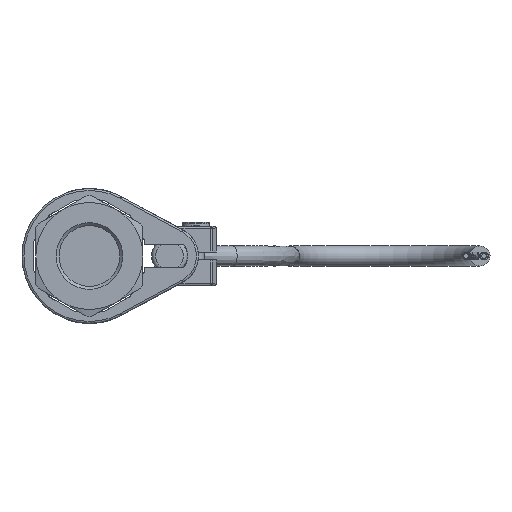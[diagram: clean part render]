
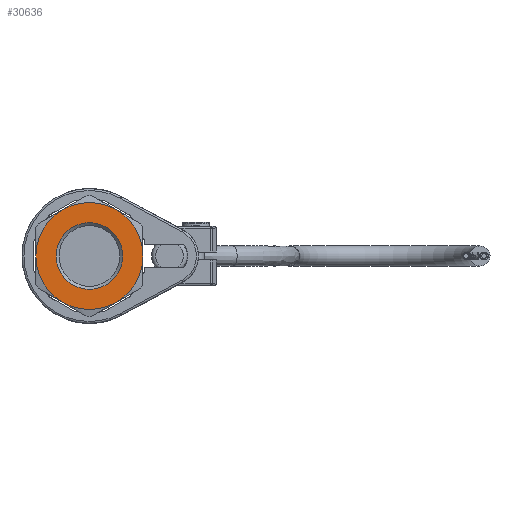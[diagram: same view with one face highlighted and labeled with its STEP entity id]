
A CAD part, front view. The second image highlights one B-rep face of the part: STEP entity #30636.
In plain terms, the highlighted planar face has unit normal (0, -1, 0).
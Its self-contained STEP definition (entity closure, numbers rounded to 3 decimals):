
#9170=ORIENTED_EDGE('',*,*,#12152,.T.);
#9171=ORIENTED_EDGE('',*,*,#13700,.F.);
#9172=ORIENTED_EDGE('',*,*,#13701,.F.);
#9173=ORIENTED_EDGE('',*,*,#13702,.F.);
#9174=ORIENTED_EDGE('',*,*,#13703,.F.);
#9175=ORIENTED_EDGE('',*,*,#13704,.F.);
#9176=ORIENTED_EDGE('',*,*,#13705,.F.);
#12152=EDGE_CURVE('',#15232,#15232,#16483,.F.);
#13700=EDGE_CURVE('',#16034,#16035,#16561,.T.);
#13701=EDGE_CURVE('',#16036,#16034,#16562,.T.);
#13702=EDGE_CURVE('',#16037,#16036,#16563,.T.);
#13703=EDGE_CURVE('',#16038,#16037,#16564,.T.);
#13704=EDGE_CURVE('',#16039,#16038,#16565,.T.);
#13705=EDGE_CURVE('',#16035,#16039,#16566,.T.);
#15232=VERTEX_POINT('',#45232);
#16034=VERTEX_POINT('',#56057);
#16035=VERTEX_POINT('',#56058);
#16036=VERTEX_POINT('',#56060);
#16037=VERTEX_POINT('',#56062);
#16038=VERTEX_POINT('',#56064);
#16039=VERTEX_POINT('',#56066);
#16483=CIRCLE('',#31238,8.415);
#16561=CIRCLE('',#31916,13.5);
#16562=CIRCLE('',#31917,13.5);
#16563=CIRCLE('',#31918,13.5);
#16564=CIRCLE('',#31919,13.5);
#16565=CIRCLE('',#31920,13.5);
#16566=CIRCLE('',#31921,13.5);
#17876=EDGE_LOOP('',(#9170));
#17877=EDGE_LOOP('',(#9171,#9172,#9173,#9174,#9175,#9176));
#19403=FACE_BOUND('',#17876,.T.);
#19404=FACE_BOUND('',#17877,.T.);
#20531=PLANE('',#31915);
#30636=ADVANCED_FACE('',(#19403,#19404),#20531,.T.);
#31238=AXIS2_PLACEMENT_3D('',#45231,#33370,#33371);
#31915=AXIS2_PLACEMENT_3D('',#56055,#35651,#35652);
#31916=AXIS2_PLACEMENT_3D('',#56056,#35653,#35654);
#31917=AXIS2_PLACEMENT_3D('',#56059,#35655,#35656);
#31918=AXIS2_PLACEMENT_3D('',#56061,#35657,#35658);
#31919=AXIS2_PLACEMENT_3D('',#56063,#35659,#35660);
#31920=AXIS2_PLACEMENT_3D('',#56065,#35661,#35662);
#31921=AXIS2_PLACEMENT_3D('',#56067,#35663,#35664);
#33370=DIRECTION('',(0.,-1.,0.));
#33371=DIRECTION('',(1.,0.,0.));
#35651=DIRECTION('',(0.,-1.,0.));
#35652=DIRECTION('',(1.,0.,0.));
#35653=DIRECTION('',(0.,1.,0.));
#35654=DIRECTION('',(-1.,0.,0.));
#35655=DIRECTION('',(0.,1.,0.));
#35656=DIRECTION('',(-1.,0.,0.));
#35657=DIRECTION('',(0.,1.,0.));
#35658=DIRECTION('',(-1.,0.,0.));
#35659=DIRECTION('',(0.,1.,0.));
#35660=DIRECTION('',(-1.,0.,0.));
#35661=DIRECTION('',(0.,1.,0.));
#35662=DIRECTION('',(-1.,0.,0.));
#35663=DIRECTION('',(0.,1.,0.));
#35664=DIRECTION('',(-1.,0.,0.));
#45231=CARTESIAN_POINT('',(0.,0.,0.));
#45232=CARTESIAN_POINT('',(8.415,0.,0.));
#56055=CARTESIAN_POINT('',(0.,0.,-13.5));
#56056=CARTESIAN_POINT('',(0.,0.,0.));
#56057=CARTESIAN_POINT('',(-13.5,0.,0.));
#56058=CARTESIAN_POINT('',(-6.75,0.,11.691));
#56059=CARTESIAN_POINT('',(0.,0.,0.));
#56060=CARTESIAN_POINT('',(-6.75,0.,-11.691));
#56061=CARTESIAN_POINT('',(0.,0.,0.));
#56062=CARTESIAN_POINT('',(6.75,0.,-11.691));
#56063=CARTESIAN_POINT('',(0.,0.,0.));
#56064=CARTESIAN_POINT('',(13.5,0.,0.));
#56065=CARTESIAN_POINT('',(0.,0.,0.));
#56066=CARTESIAN_POINT('',(6.75,0.,11.691));
#56067=CARTESIAN_POINT('',(0.,0.,0.));
